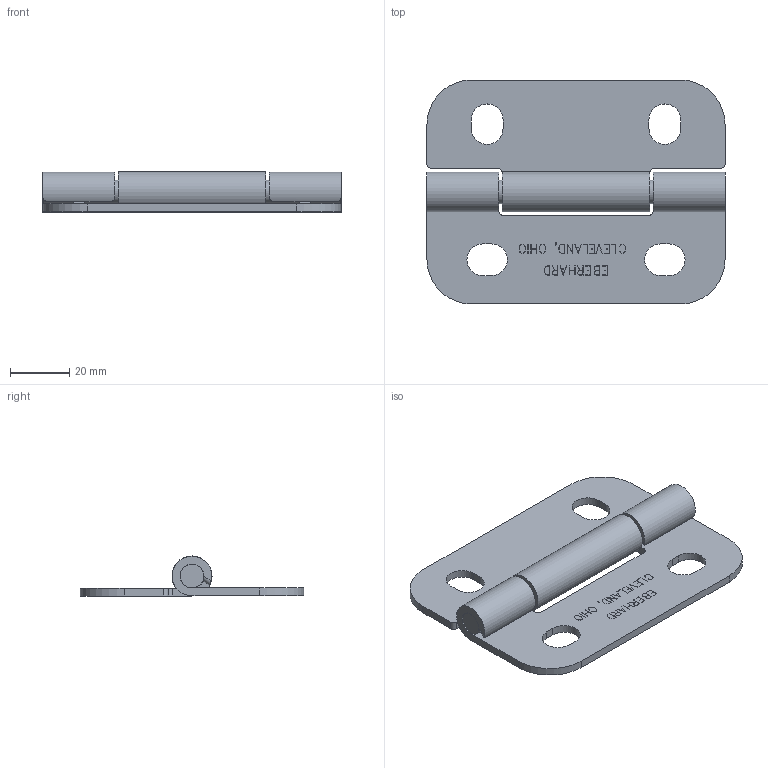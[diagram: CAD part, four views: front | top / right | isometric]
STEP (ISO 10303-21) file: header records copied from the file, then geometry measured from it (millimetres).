
FILE_DESCRIPTION((''),'2;1');
FILE_NAME('6704-SSP9.stp','2012-12-07T11:37:19',('fredp'),(''),'Autodesk Inventor 2013','Autodesk Inventor 2013','');
FILE_SCHEMA(('AUTOMOTIVE_DESIGN { 1 0 10303 214 1 1 1 1 }'));
Length unit declared in the file: inch
Products named in the file (1): 6704-SSP9
Bounding box: 100.41 x 75.43 x 13.48 mm (x, y, z)
Volume: 28240.1 mm3; surface area: 22627.6 mm2
Topology: 3 solids, 3 shells, 497 faces, 1362 edges, 908 vertices
Faces by surface type: plane 462, cylinder 35
Full cylindrical faces by diameter (mm): 4.928 x2, 7.874 x3
Entity records: 16087 total; most frequent: CARTESIAN_POINT 2871, ORIENTED_EDGE 2714, DIRECTION 2399, EDGE_CURVE 1357, VECTOR 1287, LINE 1287, VERTEX_POINT 908, AXIS2_PLACEMENT_3D 556
